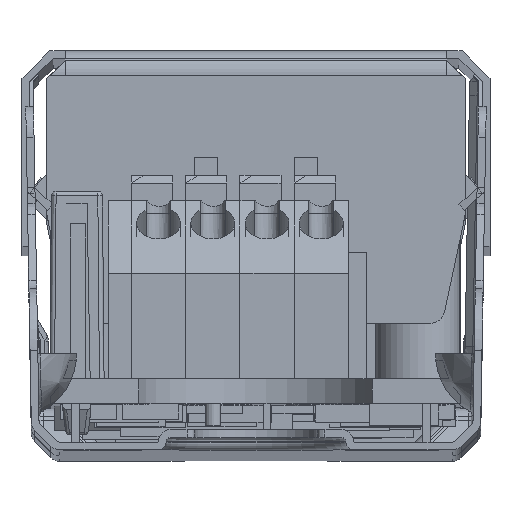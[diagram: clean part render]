
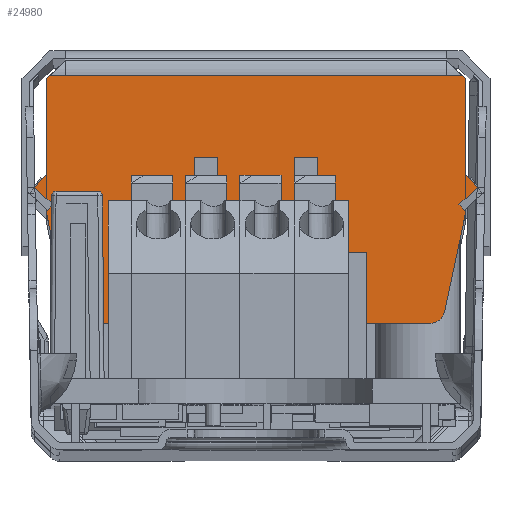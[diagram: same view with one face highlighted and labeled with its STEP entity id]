
A CAD part, top view. The second image highlights one B-rep face of the part: STEP entity #24980.
In plain terms, the highlighted face is planar.
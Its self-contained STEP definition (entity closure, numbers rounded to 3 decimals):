
#2941=CIRCLE('',#27642,1.);
#2942=CIRCLE('',#27643,1.);
#3837=FACE_OUTER_BOUND('',#5231,.T.);
#5231=EDGE_LOOP('',(#19968,#19969,#19970,#19971,#19972,#19973,#19974,#19975,
#19976,#19977,#19978,#19979,#19980,#19981,#19982,#19983,#19984,#19985,#19986,
#19987,#19988,#19989,#19990,#19991,#19992,#19993,#19994,#19995,#19996,#19997,
#19998,#19999));
#7098=LINE('',#40627,#9781);
#7102=LINE('',#40634,#9785);
#7104=LINE('',#40639,#9787);
#7108=LINE('',#40646,#9791);
#7111=LINE('',#40654,#9794);
#7114=LINE('',#40660,#9797);
#7117=LINE('',#40666,#9800);
#7121=LINE('',#40673,#9804);
#7150=LINE('',#40735,#9833);
#7153=LINE('',#40741,#9836);
#7156=LINE('',#40747,#9839);
#7160=LINE('',#40756,#9843);
#7163=LINE('',#40762,#9846);
#7166=LINE('',#40768,#9849);
#7169=LINE('',#40772,#9852);
#7172=LINE('',#40778,#9855);
#7173=LINE('',#40781,#9856);
#7176=LINE('',#40787,#9859);
#7177=LINE('',#40789,#9860);
#7178=LINE('',#40791,#9861);
#7179=LINE('',#40793,#9862);
#7180=LINE('',#40795,#9863);
#7181=LINE('',#40797,#9864);
#7182=LINE('',#40799,#9865);
#7183=LINE('',#40801,#9866);
#7184=LINE('',#40804,#9867);
#7185=LINE('',#40806,#9868);
#7186=LINE('',#40808,#9869);
#7187=LINE('',#40809,#9870);
#7188=LINE('',#40811,#9871);
#9781=VECTOR('',#32049,10.);
#9785=VECTOR('',#32055,10.);
#9787=VECTOR('',#32061,10.);
#9791=VECTOR('',#32065,10.);
#9794=VECTOR('',#32070,10.);
#9797=VECTOR('',#32075,10.);
#9800=VECTOR('',#32082,10.);
#9804=VECTOR('',#32086,10.);
#9833=VECTOR('',#32133,10.);
#9836=VECTOR('',#32138,10.);
#9839=VECTOR('',#32143,10.);
#9843=VECTOR('',#32149,10.);
#9846=VECTOR('',#32154,10.);
#9849=VECTOR('',#32159,10.);
#9852=VECTOR('',#32164,10.);
#9855=VECTOR('',#32169,10.);
#9856=VECTOR('',#32172,10.);
#9859=VECTOR('',#32177,10.);
#9860=VECTOR('',#32178,10.);
#9861=VECTOR('',#32179,10.);
#9862=VECTOR('',#32180,10.);
#9863=VECTOR('',#32181,10.);
#9864=VECTOR('',#32182,10.);
#9865=VECTOR('',#32183,10.);
#9866=VECTOR('',#32184,10.);
#9867=VECTOR('',#32187,10.);
#9868=VECTOR('',#32188,10.);
#9869=VECTOR('',#32189,10.);
#9870=VECTOR('',#32190,10.);
#9871=VECTOR('',#32191,10.);
#12310=VERTEX_POINT('',#40624);
#12311=VERTEX_POINT('',#40626);
#12313=VERTEX_POINT('',#40632);
#12314=VERTEX_POINT('',#40638);
#12317=VERTEX_POINT('',#40644);
#12320=VERTEX_POINT('',#40651);
#12321=VERTEX_POINT('',#40653);
#12323=VERTEX_POINT('',#40659);
#12324=VERTEX_POINT('',#40665);
#12327=VERTEX_POINT('',#40671);
#12350=VERTEX_POINT('',#40732);
#12351=VERTEX_POINT('',#40734);
#12353=VERTEX_POINT('',#40740);
#12355=VERTEX_POINT('',#40746);
#12358=VERTEX_POINT('',#40753);
#12359=VERTEX_POINT('',#40755);
#12361=VERTEX_POINT('',#40761);
#12363=VERTEX_POINT('',#40767);
#12365=VERTEX_POINT('',#40776);
#12366=VERTEX_POINT('',#40780);
#12368=VERTEX_POINT('',#40786);
#12369=VERTEX_POINT('',#40788);
#12370=VERTEX_POINT('',#40790);
#12371=VERTEX_POINT('',#40792);
#12372=VERTEX_POINT('',#40794);
#12373=VERTEX_POINT('',#40796);
#12374=VERTEX_POINT('',#40798);
#12375=VERTEX_POINT('',#40800);
#12376=VERTEX_POINT('',#40802);
#12377=VERTEX_POINT('',#40805);
#12378=VERTEX_POINT('',#40807);
#12379=VERTEX_POINT('',#40810);
#15025=EDGE_CURVE('',#12311,#12310,#7098,.T.);
#15029=EDGE_CURVE('',#12310,#12313,#7102,.T.);
#15031=EDGE_CURVE('',#12314,#12311,#7104,.T.);
#15035=EDGE_CURVE('',#12313,#12317,#7108,.T.);
#15038=EDGE_CURVE('',#12320,#12321,#7111,.T.);
#15041=EDGE_CURVE('',#12321,#12323,#7114,.T.);
#15044=EDGE_CURVE('',#12324,#12323,#7117,.T.);
#15048=EDGE_CURVE('',#12320,#12327,#7121,.T.);
#15077=EDGE_CURVE('',#12351,#12350,#7150,.T.);
#15080=EDGE_CURVE('',#12353,#12351,#7153,.T.);
#15083=EDGE_CURVE('',#12355,#12353,#7156,.T.);
#15087=EDGE_CURVE('',#12359,#12358,#7160,.T.);
#15090=EDGE_CURVE('',#12361,#12359,#7163,.T.);
#15093=EDGE_CURVE('',#12363,#12361,#7166,.T.);
#15096=EDGE_CURVE('',#12350,#12363,#7169,.T.);
#15099=EDGE_CURVE('',#12365,#12358,#7172,.F.);
#15100=EDGE_CURVE('',#12355,#12366,#7173,.F.);
#15103=EDGE_CURVE('',#12365,#12368,#7176,.T.);
#15104=EDGE_CURVE('',#12368,#12369,#7177,.T.);
#15105=EDGE_CURVE('',#12369,#12370,#7178,.T.);
#15106=EDGE_CURVE('',#12370,#12371,#7179,.T.);
#15107=EDGE_CURVE('',#12371,#12372,#7180,.T.);
#15108=EDGE_CURVE('',#12372,#12373,#7181,.T.);
#15109=EDGE_CURVE('',#12373,#12374,#7182,.T.);
#15110=EDGE_CURVE('',#12375,#12374,#7183,.F.);
#15111=EDGE_CURVE('',#12376,#12375,#2941,.T.);
#15112=EDGE_CURVE('',#12376,#12314,#7184,.T.);
#15113=EDGE_CURVE('',#12377,#12317,#7185,.T.);
#15114=EDGE_CURVE('',#12378,#12377,#7186,.T.);
#15115=EDGE_CURVE('',#12324,#12378,#7187,.T.);
#15116=EDGE_CURVE('',#12327,#12379,#7188,.T.);
#15117=EDGE_CURVE('',#12366,#12379,#2942,.T.);
#19968=ORIENTED_EDGE('',*,*,#15083,.T.);
#19969=ORIENTED_EDGE('',*,*,#15080,.T.);
#19970=ORIENTED_EDGE('',*,*,#15077,.T.);
#19971=ORIENTED_EDGE('',*,*,#15096,.T.);
#19972=ORIENTED_EDGE('',*,*,#15093,.T.);
#19973=ORIENTED_EDGE('',*,*,#15090,.T.);
#19974=ORIENTED_EDGE('',*,*,#15087,.T.);
#19975=ORIENTED_EDGE('',*,*,#15099,.F.);
#19976=ORIENTED_EDGE('',*,*,#15103,.T.);
#19977=ORIENTED_EDGE('',*,*,#15104,.T.);
#19978=ORIENTED_EDGE('',*,*,#15105,.T.);
#19979=ORIENTED_EDGE('',*,*,#15106,.T.);
#19980=ORIENTED_EDGE('',*,*,#15107,.T.);
#19981=ORIENTED_EDGE('',*,*,#15108,.T.);
#19982=ORIENTED_EDGE('',*,*,#15109,.T.);
#19983=ORIENTED_EDGE('',*,*,#15110,.F.);
#19984=ORIENTED_EDGE('',*,*,#15111,.F.);
#19985=ORIENTED_EDGE('',*,*,#15112,.T.);
#19986=ORIENTED_EDGE('',*,*,#15031,.T.);
#19987=ORIENTED_EDGE('',*,*,#15025,.T.);
#19988=ORIENTED_EDGE('',*,*,#15029,.T.);
#19989=ORIENTED_EDGE('',*,*,#15035,.T.);
#19990=ORIENTED_EDGE('',*,*,#15113,.F.);
#19991=ORIENTED_EDGE('',*,*,#15114,.F.);
#19992=ORIENTED_EDGE('',*,*,#15115,.F.);
#19993=ORIENTED_EDGE('',*,*,#15044,.T.);
#19994=ORIENTED_EDGE('',*,*,#15041,.F.);
#19995=ORIENTED_EDGE('',*,*,#15038,.F.);
#19996=ORIENTED_EDGE('',*,*,#15048,.T.);
#19997=ORIENTED_EDGE('',*,*,#15116,.T.);
#19998=ORIENTED_EDGE('',*,*,#15117,.F.);
#19999=ORIENTED_EDGE('',*,*,#15100,.F.);
#23719=PLANE('',#27641);
#24980=ADVANCED_FACE('',(#3837),#23719,.F.);
#27641=AXIS2_PLACEMENT_3D('',#40785,#32175,#32176);
#27642=AXIS2_PLACEMENT_3D('',#40803,#32185,#32186);
#27643=AXIS2_PLACEMENT_3D('',#40812,#32192,#32193);
#32049=DIRECTION('',(-0.707,0.707,0.));
#32055=DIRECTION('',(0.707,0.707,0.));
#32061=DIRECTION('',(0.,1.,0.));
#32065=DIRECTION('',(0.,1.,0.));
#32070=DIRECTION('',(0.707,0.707,0.));
#32075=DIRECTION('',(-0.707,0.707,0.));
#32082=DIRECTION('',(0.,-1.,0.));
#32086=DIRECTION('',(0.,-1.,0.));
#32133=DIRECTION('',(0.,1.,0.));
#32138=DIRECTION('',(-1.,0.,0.));
#32143=DIRECTION('',(0.,1.,0.));
#32149=DIRECTION('',(0.,-1.,0.));
#32154=DIRECTION('',(1.,0.,0.));
#32159=DIRECTION('',(0.,-1.,0.));
#32164=DIRECTION('',(-1.,0.,0.));
#32169=DIRECTION('',(-1.,0.,0.));
#32172=DIRECTION('',(-1.,0.,0.));
#32175=DIRECTION('center_axis',(0.,0.,1.));
#32176=DIRECTION('ref_axis',(1.,0.,0.));
#32177=DIRECTION('',(0.,1.,0.));
#32178=DIRECTION('',(1.,0.,0.));
#32179=DIRECTION('',(0.,1.,0.));
#32180=DIRECTION('',(-1.,0.,0.));
#32181=DIRECTION('',(0.,-1.,0.));
#32182=DIRECTION('',(-1.,0.,0.));
#32183=DIRECTION('',(0.,-1.,0.));
#32184=DIRECTION('',(-1.,0.,0.));
#32185=DIRECTION('center_axis',(0.,0.,1.));
#32186=DIRECTION('ref_axis',(-0.629,-0.778,0.));
#32187=DIRECTION('',(-0.21,0.978,0.));
#32188=DIRECTION('',(-0.707,-0.707,0.));
#32189=DIRECTION('',(-1.,0.,0.));
#32190=DIRECTION('',(-0.707,0.707,0.));
#32191=DIRECTION('',(-0.21,-0.978,0.));
#32192=DIRECTION('center_axis',(0.,0.,1.));
#32193=DIRECTION('ref_axis',(0.629,-0.778,0.));
#40624=CARTESIAN_POINT('',(-14.3,-8.2,-184.));
#40626=CARTESIAN_POINT('',(-13.5,-9.,-184.));
#40627=CARTESIAN_POINT('',(-13.5,-9.,-184.));
#40632=CARTESIAN_POINT('',(-13.5,-7.4,-184.));
#40634=CARTESIAN_POINT('',(-14.3,-8.2,-184.));
#40638=CARTESIAN_POINT('',(-13.5,-10.,-184.));
#40639=CARTESIAN_POINT('',(-13.5,-7.85,-184.));
#40644=CARTESIAN_POINT('',(-13.5,-1.2,-184.));
#40646=CARTESIAN_POINT('',(-13.5,-7.85,-184.));
#40651=CARTESIAN_POINT('',(13.5,-9.,-184.));
#40653=CARTESIAN_POINT('',(14.3,-8.2,-184.));
#40654=CARTESIAN_POINT('',(13.5,-9.,-184.));
#40659=CARTESIAN_POINT('',(13.5,-7.4,-184.));
#40660=CARTESIAN_POINT('',(14.3,-8.2,-184.));
#40665=CARTESIAN_POINT('',(13.5,-1.2,-184.));
#40666=CARTESIAN_POINT('',(13.5,-7.85,-184.));
#40671=CARTESIAN_POINT('',(13.5,-10.,-184.));
#40673=CARTESIAN_POINT('',(13.5,-7.85,-184.));
#40732=CARTESIAN_POINT('',(4.,-6.3,-184.));
#40734=CARTESIAN_POINT('',(4.,-12.,-184.));
#40735=CARTESIAN_POINT('',(4.,-6.,-184.));
#40740=CARTESIAN_POINT('',(6.,-12.,-184.));
#40741=CARTESIAN_POINT('',(2.,-12.,-184.));
#40746=CARTESIAN_POINT('',(6.,-17.,-184.));
#40747=CARTESIAN_POINT('',(6.,-8.85,-184.));
#40753=CARTESIAN_POINT('',(4.5,-17.,-184.));
#40755=CARTESIAN_POINT('',(4.5,-13.5,-184.));
#40756=CARTESIAN_POINT('',(4.5,-12.699,-184.));
#40761=CARTESIAN_POINT('',(2.5,-13.5,-184.));
#40762=CARTESIAN_POINT('',(2.25,-13.5,-184.));
#40767=CARTESIAN_POINT('',(2.5,-6.3,-184.));
#40768=CARTESIAN_POINT('',(2.5,-9.6,-184.));
#40772=CARTESIAN_POINT('',(1.25,-6.3,-184.));
#40776=CARTESIAN_POINT('',(-4.5,-17.,-184.));
#40778=CARTESIAN_POINT('',(7.55,-17.,-184.));
#40780=CARTESIAN_POINT('',(11.192,-17.,-184.));
#40781=CARTESIAN_POINT('',(7.55,-17.,-184.));
#40785=CARTESIAN_POINT('Origin',(0.,-5.7,-184.));
#40786=CARTESIAN_POINT('',(-4.5,-13.5,-184.));
#40787=CARTESIAN_POINT('',(-4.5,-12.699,-184.));
#40788=CARTESIAN_POINT('',(-2.5,-13.5,-184.));
#40789=CARTESIAN_POINT('',(-2.25,-13.5,-184.));
#40790=CARTESIAN_POINT('',(-2.5,-6.3,-184.));
#40791=CARTESIAN_POINT('',(-2.5,-9.6,-184.));
#40792=CARTESIAN_POINT('',(-4.,-6.3,-184.));
#40793=CARTESIAN_POINT('',(-1.25,-6.3,-184.));
#40794=CARTESIAN_POINT('',(-4.,-12.,-184.));
#40795=CARTESIAN_POINT('',(-4.,-6.,-184.));
#40796=CARTESIAN_POINT('',(-6.,-12.,-184.));
#40797=CARTESIAN_POINT('',(-2.,-12.,-184.));
#40798=CARTESIAN_POINT('',(-6.,-17.,-184.));
#40799=CARTESIAN_POINT('',(-6.,-8.85,-184.));
#40800=CARTESIAN_POINT('',(-11.192,-17.,-184.));
#40801=CARTESIAN_POINT('',(7.55,-17.,-184.));
#40802=CARTESIAN_POINT('',(-12.169,-16.21,-184.));
#40803=CARTESIAN_POINT('Origin',(-11.192,-16.,-184.));
#40804=CARTESIAN_POINT('',(-12.894,-12.827,-184.));
#40805=CARTESIAN_POINT('',(-13.3,-1.,-184.));
#40806=CARTESIAN_POINT('',(-11.6,0.7,-184.));
#40807=CARTESIAN_POINT('',(13.3,-1.,-184.));
#40808=CARTESIAN_POINT('',(-7.55,-1.,-184.));
#40809=CARTESIAN_POINT('',(11.6,0.7,-184.));
#40810=CARTESIAN_POINT('',(12.169,-16.21,-184.));
#40811=CARTESIAN_POINT('',(12.894,-12.827,-184.));
#40812=CARTESIAN_POINT('Origin',(11.192,-16.,-184.));
